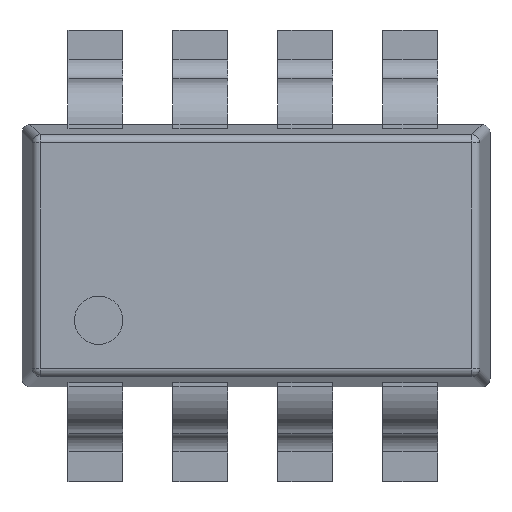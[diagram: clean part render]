
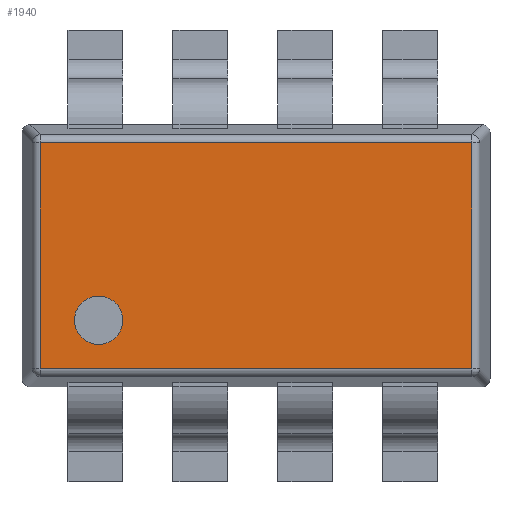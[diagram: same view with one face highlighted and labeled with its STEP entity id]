
A CAD part, top view. The second image highlights one B-rep face of the part: STEP entity #1940.
In plain terms, the highlighted planar face has unit normal (0, 0, 1).
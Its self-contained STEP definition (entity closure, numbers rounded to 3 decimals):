
#295 = AXIS2_PLACEMENT_3D ( 'NONE', #6034, #4637, #3609 ) ;
#299 = CIRCLE ( 'NONE', #4807, 0.15 ) ;
#327 = EDGE_LOOP ( 'NONE', ( #5264, #1629, #3053, #5505 ) ) ;
#451 = CARTESIAN_POINT ( 'NONE',  ( 1.338, -0.7, 1.16 ) ) ;
#502 = FACE_OUTER_BOUND ( 'NONE', #327, .T. ) ;
#594 = LINE ( 'NONE', #3304, #4932 ) ;
#1142 = ORIENTED_EDGE ( 'NONE', *, *, #3211, .F. ) ;
#1219 = CARTESIAN_POINT ( 'NONE',  ( 1.338, 0.7, 1.16 ) ) ;
#1365 = EDGE_CURVE ( 'NONE', #5993, #4304, #3388, .T. ) ;
#1429 = EDGE_CURVE ( 'NONE', #3121, #3430, #3767, .T. ) ;
#1578 = CARTESIAN_POINT ( 'NONE',  ( -0.975, -0.4, 1.16 ) ) ;
#1629 = ORIENTED_EDGE ( 'NONE', *, *, #2774, .T. ) ;
#1727 = DIRECTION ( 'NONE',  ( 1., 0., 0. ) ) ;
#1864 = CARTESIAN_POINT ( 'NONE',  ( -1.338, -0.7, 1.16 ) ) ;
#1897 = DIRECTION ( 'NONE',  ( 0., -1., 0. ) ) ;
#1940 = ADVANCED_FACE ( 'NONE', ( #502, #3294 ), #3249, .T. ) ;
#2524 = DIRECTION ( 'NONE',  ( -1., 0., 0. ) ) ;
#2670 = AXIS2_PLACEMENT_3D ( 'NONE', #3861, #4312, #5687 ) ;
#2774 = EDGE_CURVE ( 'NONE', #5979, #4963, #5548, .T. ) ;
#3010 = DIRECTION ( 'NONE',  ( 0., 0., 1. ) ) ;
#3053 = ORIENTED_EDGE ( 'NONE', *, *, #6091, .T. ) ;
#3121 = VERTEX_POINT ( 'NONE', #1864 ) ;
#3158 = CARTESIAN_POINT ( 'NONE',  ( 1.379, -0.7, 1.16 ) ) ;
#3211 = EDGE_CURVE ( 'NONE', #4304, #5993, #299, .T. ) ;
#3249 = PLANE ( 'NONE',  #2670 ) ;
#3294 = FACE_BOUND ( 'NONE', #6015, .T. ) ;
#3304 = CARTESIAN_POINT ( 'NONE',  ( -1.338, -0.742, 1.16 ) ) ;
#3330 = CARTESIAN_POINT ( 'NONE',  ( -0.825, -0.4, 1.16 ) ) ;
#3388 = CIRCLE ( 'NONE', #295, 0.15 ) ;
#3430 = VERTEX_POINT ( 'NONE', #451 ) ;
#3436 = LINE ( 'NONE', #5517, #3655 ) ;
#3583 = CARTESIAN_POINT ( 'NONE',  ( -1.125, -0.4, 1.16 ) ) ;
#3609 = DIRECTION ( 'NONE',  ( 1., 0., 0. ) ) ;
#3655 = VECTOR ( 'NONE', #5558, 1000. ) ;
#3767 = LINE ( 'NONE', #3158, #4214 ) ;
#3861 = CARTESIAN_POINT ( 'NONE',  ( 1.45, -0.813, 1.16 ) ) ;
#3928 = CARTESIAN_POINT ( 'NONE',  ( -1.379, 0.7, 1.16 ) ) ;
#4214 = VECTOR ( 'NONE', #1727, 1000. ) ;
#4304 = VERTEX_POINT ( 'NONE', #3330 ) ;
#4312 = DIRECTION ( 'NONE',  ( 0., 0., 1. ) ) ;
#4411 = DIRECTION ( 'NONE',  ( 1., 0., 0. ) ) ;
#4582 = EDGE_CURVE ( 'NONE', #3430, #5979, #3436, .T. ) ;
#4637 = DIRECTION ( 'NONE',  ( 0., 0., 1. ) ) ;
#4807 = AXIS2_PLACEMENT_3D ( 'NONE', #1578, #3010, #4411 ) ;
#4932 = VECTOR ( 'NONE', #1897, 1000. ) ;
#4948 = VECTOR ( 'NONE', #2524, 1000. ) ;
#4963 = VERTEX_POINT ( 'NONE', #5667 ) ;
#5264 = ORIENTED_EDGE ( 'NONE', *, *, #4582, .T. ) ;
#5471 = ORIENTED_EDGE ( 'NONE', *, *, #1365, .F. ) ;
#5505 = ORIENTED_EDGE ( 'NONE', *, *, #1429, .T. ) ;
#5517 = CARTESIAN_POINT ( 'NONE',  ( 1.338, 0.742, 1.16 ) ) ;
#5548 = LINE ( 'NONE', #3928, #4948 ) ;
#5558 = DIRECTION ( 'NONE',  ( 0., 1., 0. ) ) ;
#5667 = CARTESIAN_POINT ( 'NONE',  ( -1.338, 0.7, 1.16 ) ) ;
#5687 = DIRECTION ( 'NONE',  ( 1., 0., 0. ) ) ;
#5979 = VERTEX_POINT ( 'NONE', #1219 ) ;
#5993 = VERTEX_POINT ( 'NONE', #3583 ) ;
#6015 = EDGE_LOOP ( 'NONE', ( #1142, #5471 ) ) ;
#6034 = CARTESIAN_POINT ( 'NONE',  ( -0.975, -0.4, 1.16 ) ) ;
#6091 = EDGE_CURVE ( 'NONE', #4963, #3121, #594, .T. ) ;
